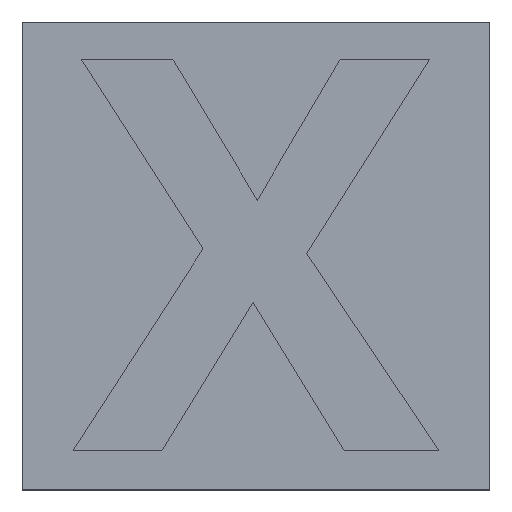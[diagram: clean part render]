
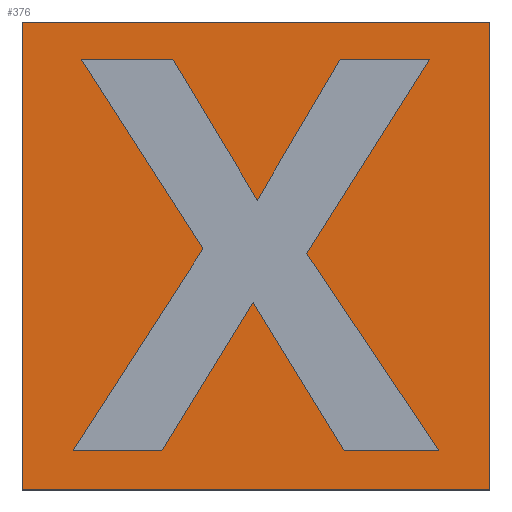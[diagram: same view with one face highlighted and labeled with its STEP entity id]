
A CAD part, top view. The second image highlights one B-rep face of the part: STEP entity #376.
In plain terms, the highlighted planar face has unit normal (0, 0, 1).
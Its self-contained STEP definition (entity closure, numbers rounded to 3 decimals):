
#14=FACE_BOUND('',#52,.T.);
#32=FACE_OUTER_BOUND('',#51,.T.);
#51=EDGE_LOOP('',(#306,#307,#308,#309));
#52=EDGE_LOOP('',(#310,#311,#312,#313,#314,#315,#316,#317,#318,#319,#320,
#321));
#54=LINE('',#503,#102);
#58=LINE('',#511,#106);
#61=LINE('',#517,#109);
#64=LINE('',#523,#112);
#67=LINE('',#529,#115);
#70=LINE('',#535,#118);
#73=LINE('',#541,#121);
#76=LINE('',#547,#124);
#79=LINE('',#553,#127);
#82=LINE('',#559,#130);
#85=LINE('',#565,#133);
#88=LINE('',#570,#136);
#90=LINE('',#576,#138);
#94=LINE('',#584,#142);
#97=LINE('',#590,#145);
#100=LINE('',#595,#148);
#102=VECTOR('',#415,10.);
#106=VECTOR('',#421,10.);
#109=VECTOR('',#426,10.);
#112=VECTOR('',#431,10.);
#115=VECTOR('',#436,10.);
#118=VECTOR('',#441,10.);
#121=VECTOR('',#446,10.);
#124=VECTOR('',#451,10.);
#127=VECTOR('',#456,10.);
#130=VECTOR('',#461,10.);
#133=VECTOR('',#466,10.);
#136=VECTOR('',#471,10.);
#138=VECTOR('',#477,10.);
#142=VECTOR('',#483,10.);
#145=VECTOR('',#488,10.);
#148=VECTOR('',#493,10.);
#150=VERTEX_POINT('',#501);
#151=VERTEX_POINT('',#502);
#154=VERTEX_POINT('',#510);
#156=VERTEX_POINT('',#516);
#158=VERTEX_POINT('',#522);
#160=VERTEX_POINT('',#528);
#162=VERTEX_POINT('',#534);
#164=VERTEX_POINT('',#540);
#166=VERTEX_POINT('',#546);
#168=VERTEX_POINT('',#552);
#170=VERTEX_POINT('',#558);
#172=VERTEX_POINT('',#564);
#174=VERTEX_POINT('',#574);
#175=VERTEX_POINT('',#575);
#178=VERTEX_POINT('',#583);
#180=VERTEX_POINT('',#589);
#182=EDGE_CURVE('',#150,#151,#54,.T.);
#186=EDGE_CURVE('',#151,#154,#58,.T.);
#189=EDGE_CURVE('',#154,#156,#61,.T.);
#192=EDGE_CURVE('',#156,#158,#64,.T.);
#195=EDGE_CURVE('',#158,#160,#67,.T.);
#198=EDGE_CURVE('',#160,#162,#70,.T.);
#201=EDGE_CURVE('',#162,#164,#73,.T.);
#204=EDGE_CURVE('',#164,#166,#76,.T.);
#207=EDGE_CURVE('',#166,#168,#79,.T.);
#210=EDGE_CURVE('',#168,#170,#82,.T.);
#213=EDGE_CURVE('',#170,#172,#85,.T.);
#216=EDGE_CURVE('',#172,#150,#88,.T.);
#218=EDGE_CURVE('',#174,#175,#90,.T.);
#222=EDGE_CURVE('',#178,#174,#94,.T.);
#225=EDGE_CURVE('',#180,#178,#97,.T.);
#228=EDGE_CURVE('',#175,#180,#100,.T.);
#306=ORIENTED_EDGE('',*,*,#228,.F.);
#307=ORIENTED_EDGE('',*,*,#218,.F.);
#308=ORIENTED_EDGE('',*,*,#222,.F.);
#309=ORIENTED_EDGE('',*,*,#225,.F.);
#310=ORIENTED_EDGE('',*,*,#182,.T.);
#311=ORIENTED_EDGE('',*,*,#186,.T.);
#312=ORIENTED_EDGE('',*,*,#189,.T.);
#313=ORIENTED_EDGE('',*,*,#192,.T.);
#314=ORIENTED_EDGE('',*,*,#195,.T.);
#315=ORIENTED_EDGE('',*,*,#198,.T.);
#316=ORIENTED_EDGE('',*,*,#201,.T.);
#317=ORIENTED_EDGE('',*,*,#204,.T.);
#318=ORIENTED_EDGE('',*,*,#207,.T.);
#319=ORIENTED_EDGE('',*,*,#210,.T.);
#320=ORIENTED_EDGE('',*,*,#213,.T.);
#321=ORIENTED_EDGE('',*,*,#216,.T.);
#343=PLANE('',#409);
#376=ADVANCED_FACE('',(#32,#14),#343,.T.);
#409=AXIS2_PLACEMENT_3D('',#597,#495,#496);
#415=DIRECTION('',(0.557,-0.831,0.));
#421=DIRECTION('',(-1.,0.,0.));
#426=DIRECTION('',(-0.524,0.852,0.));
#431=DIRECTION('',(-0.524,-0.852,0.));
#436=DIRECTION('',(-1.,0.,0.));
#441=DIRECTION('',(0.541,0.841,0.));
#446=DIRECTION('',(-0.54,0.842,0.));
#451=DIRECTION('',(1.,0.,0.));
#456=DIRECTION('',(0.514,-0.858,0.));
#461=DIRECTION('',(0.507,0.862,0.));
#466=DIRECTION('',(1.,0.,0.));
#471=DIRECTION('',(-0.535,-0.845,0.));
#477=DIRECTION('',(0.,1.,0.));
#483=DIRECTION('',(-1.,0.,0.));
#488=DIRECTION('',(0.,-1.,0.));
#493=DIRECTION('',(1.,0.,0.));
#495=DIRECTION('center_axis',(0.,0.,1.));
#496=DIRECTION('ref_axis',(1.,0.,0.));
#501=CARTESIAN_POINT('',(1.287,0.061,0.));
#502=CARTESIAN_POINT('',(4.653,-4.959,0.));
#503=CARTESIAN_POINT('',(2.785,-2.172,0.));
#510=CARTESIAN_POINT('',(2.241,-4.959,0.));
#511=CARTESIAN_POINT('',(1.121,-4.959,0.));
#516=CARTESIAN_POINT('',(-0.075,-1.192,0.));
#517=CARTESIAN_POINT('',(-0.331,-0.776,0.));
#522=CARTESIAN_POINT('',(-2.391,-4.959,0.));
#523=CARTESIAN_POINT('',(-0.957,-2.626,0.));
#528=CARTESIAN_POINT('',(-4.653,-4.959,0.));
#529=CARTESIAN_POINT('',(-2.326,-4.959,0.));
#534=CARTESIAN_POINT('',(-1.349,0.177,0.));
#535=CARTESIAN_POINT('',(-1.192,0.421,0.));
#540=CARTESIAN_POINT('',(-4.441,5.,0.));
#541=CARTESIAN_POINT('',(-2.658,2.219,0.));
#546=CARTESIAN_POINT('',(-2.112,5.,0.));
#547=CARTESIAN_POINT('',(-1.056,5.,0.));
#552=CARTESIAN_POINT('',(0.034,1.417,0.));
#553=CARTESIAN_POINT('',(0.342,0.903,0.));
#558=CARTESIAN_POINT('',(2.139,5.,0.));
#559=CARTESIAN_POINT('',(0.773,2.674,0.));
#564=CARTESIAN_POINT('',(4.414,5.,0.));
#565=CARTESIAN_POINT('',(2.207,5.,0.));
#570=CARTESIAN_POINT('',(1.089,-0.252,0.));
#574=CARTESIAN_POINT('',(-5.95,-5.95,0.));
#575=CARTESIAN_POINT('',(-5.95,5.95,0.));
#576=CARTESIAN_POINT('',(-5.95,-5.95,0.));
#583=CARTESIAN_POINT('',(5.95,-5.95,0.));
#584=CARTESIAN_POINT('',(5.95,-5.95,0.));
#589=CARTESIAN_POINT('',(5.95,5.95,0.));
#590=CARTESIAN_POINT('',(5.95,5.95,0.));
#595=CARTESIAN_POINT('',(-5.95,5.95,0.));
#597=CARTESIAN_POINT('Origin',(0.,0.,0.));
